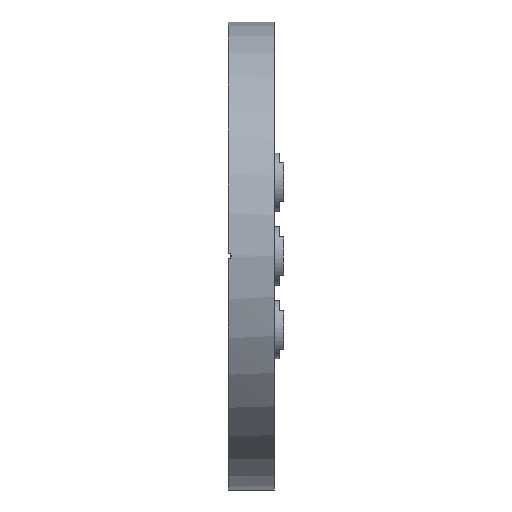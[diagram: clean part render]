
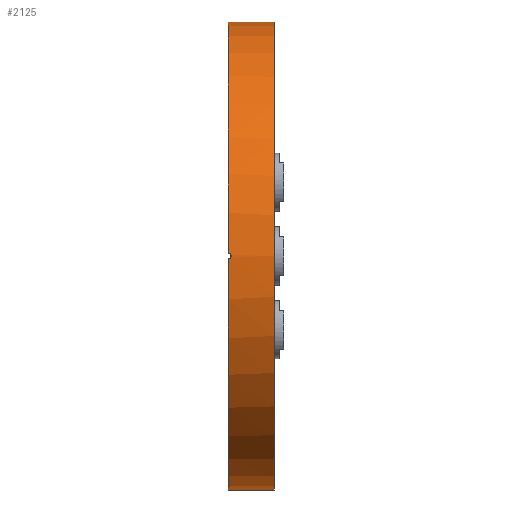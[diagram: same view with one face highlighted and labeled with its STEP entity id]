
A CAD part, left-side view. The second image highlights one B-rep face of the part: STEP entity #2125.
In plain terms, the highlighted cylindrical face has radius 76.2 mm (diameter 152.4 mm), a partial arc.
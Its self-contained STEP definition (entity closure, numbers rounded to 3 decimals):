
#326 = ORIENTED_EDGE ( 'NONE', *, *, #5411, .T. ) ;
#370 = EDGE_CURVE ( 'NONE', #9526, #2103, #8360, .T. ) ;
#469 = CARTESIAN_POINT ( 'NONE',  ( 0., -15., 0. ) ) ;
#545 = LINE ( 'NONE', #8113, #8412 ) ;
#566 = CARTESIAN_POINT ( 'NONE',  ( 0., -15., -76.2 ) ) ;
#655 = CARTESIAN_POINT ( 'NONE',  ( -76.193, -0.264, -1. ) ) ;
#740 = EDGE_CURVE ( 'NONE', #1662, #2103, #8790, .T. ) ;
#1042 = CARTESIAN_POINT ( 'NONE',  ( 0., 0., 0. ) ) ;
#1206 = DIRECTION ( 'NONE',  ( 0., 0., 1. ) ) ;
#1236 = CARTESIAN_POINT ( 'NONE',  ( -76.195, -0.504, 0.874 ) ) ;
#1259 = ORIENTED_EDGE ( 'NONE', *, *, #5610, .F. ) ;
#1417 = ORIENTED_EDGE ( 'NONE', *, *, #740, .T. ) ;
#1444 = DIRECTION ( 'NONE',  ( 0., 1., 0. ) ) ;
#1467 = CARTESIAN_POINT ( 'NONE',  ( 0., -15., 0. ) ) ;
#1493 = FACE_OUTER_BOUND ( 'NONE', #7495, .T. ) ;
#1495 = VERTEX_POINT ( 'NONE', #2508 ) ;
#1662 = VERTEX_POINT ( 'NONE', #8648 ) ;
#1703 = ORIENTED_EDGE ( 'NONE', *, *, #5784, .T. ) ;
#1799 = CIRCLE ( 'NONE', #5168, 76.2 ) ;
#1819 = DIRECTION ( 'NONE',  ( 0., 0., 1. ) ) ;
#1925 = LINE ( 'NONE', #5332, #7678 ) ;
#2016 = CARTESIAN_POINT ( 'NONE',  ( -76.198, -0.799, 0.615 ) ) ;
#2103 = VERTEX_POINT ( 'NONE', #8963 ) ;
#2125 = ADVANCED_FACE ( 'NONE', ( #1493 ), #5259, .T. ) ;
#2184 = DIRECTION ( 'NONE',  ( 0., 1., 0. ) ) ;
#2508 = CARTESIAN_POINT ( 'NONE',  ( 0., 0., 76.2 ) ) ;
#2758 = CARTESIAN_POINT ( 'NONE',  ( -76.2, -0.974, 0.263 ) ) ;
#2773 = AXIS2_PLACEMENT_3D ( 'NONE', #469, #5739, #1206 ) ;
#3481 = CARTESIAN_POINT ( 'NONE',  ( -76.194, -0.262, 0.974 ) ) ;
#3515 = CARTESIAN_POINT ( 'NONE',  ( -76.2, -1., -0.13 ) ) ;
#3700 = AXIS2_PLACEMENT_3D ( 'NONE', #1042, #6342, #1819 ) ;
#4092 = VERTEX_POINT ( 'NONE', #566 ) ;
#4241 = CARTESIAN_POINT ( 'NONE',  ( -76.193, -0.132, 1. ) ) ;
#4271 = CARTESIAN_POINT ( 'NONE',  ( -76.198, -0.874, -0.503 ) ) ;
#5039 = CARTESIAN_POINT ( 'NONE',  ( -76.195, -0.521, -0.893 ) ) ;
#5168 = AXIS2_PLACEMENT_3D ( 'NONE', #6705, #2184, #7446 ) ;
#5259 = CYLINDRICAL_SURFACE ( 'NONE', #5801, 76.2 ) ;
#5332 = CARTESIAN_POINT ( 'NONE',  ( 0., -15., 76.2 ) ) ;
#5411 = EDGE_CURVE ( 'NONE', #4092, #9008, #8743, .T. ) ;
#5610 = EDGE_CURVE ( 'NONE', #1662, #1495, #1799, .T. ) ;
#5739 = DIRECTION ( 'NONE',  ( 0., 1., 0. ) ) ;
#5774 = CARTESIAN_POINT ( 'NONE',  ( -76.193, 0., 1. ) ) ;
#5784 = EDGE_CURVE ( 'NONE', #9008, #1495, #1925, .T. ) ;
#5801 = AXIS2_PLACEMENT_3D ( 'NONE', #1467, #8174, #6749 ) ;
#5937 = CARTESIAN_POINT ( 'NONE',  ( -76.193, 0., -1. ) ) ;
#6342 = DIRECTION ( 'NONE',  ( 0., 1., 0. ) ) ;
#6532 = CARTESIAN_POINT ( 'NONE',  ( -76.196, -0.615, 0.799 ) ) ;
#6705 = CARTESIAN_POINT ( 'NONE',  ( 0., 0., 0. ) ) ;
#6749 = DIRECTION ( 'NONE',  ( 0., 0., 1. ) ) ;
#7276 = CARTESIAN_POINT ( 'NONE',  ( -76.198, -0.874, 0.503 ) ) ;
#7397 = ORIENTED_EDGE ( 'NONE', *, *, #7941, .F. ) ;
#7446 = DIRECTION ( 'NONE',  ( 0., 0., 1. ) ) ;
#7495 = EDGE_LOOP ( 'NONE', ( #7397, #326, #1703, #1259, #1417, #8177 ) ) ;
#7678 = VECTOR ( 'NONE', #8556, 1000. ) ;
#7941 = EDGE_CURVE ( 'NONE', #4092, #9526, #545, .T. ) ;
#8016 = CARTESIAN_POINT ( 'NONE',  ( -76.2, -1., 0.131 ) ) ;
#8042 = CARTESIAN_POINT ( 'NONE',  ( 0., -15., 76.2 ) ) ;
#8113 = CARTESIAN_POINT ( 'NONE',  ( 0., -15., -76.2 ) ) ;
#8174 = DIRECTION ( 'NONE',  ( 0., 1., 0. ) ) ;
#8177 = ORIENTED_EDGE ( 'NONE', *, *, #370, .F. ) ;
#8360 = CIRCLE ( 'NONE', #3700, 76.2 ) ;
#8412 = VECTOR ( 'NONE', #1444, 1000. ) ;
#8556 = DIRECTION ( 'NONE',  ( 0., 1., 0. ) ) ;
#8648 = CARTESIAN_POINT ( 'NONE',  ( -76.193, 0., 1. ) ) ;
#8714 = CARTESIAN_POINT ( 'NONE',  ( 0., 0., -76.2 ) ) ;
#8743 = CIRCLE ( 'NONE', #2773, 76.2 ) ;
#8775 = CARTESIAN_POINT ( 'NONE',  ( -76.2, -0.974, -0.261 ) ) ;
#8790 = B_SPLINE_CURVE_WITH_KNOTS ( 'NONE', 3,
 ( #5774, #4241, #3481, #1236, #6532, #2016, #7276, #2758, #8016, #3515, #8775, #4271, #9545, #5039, #655, #5937 ),
 .UNSPECIFIED., .F., .F.,
 ( 4, 2, 2, 2, 2, 2, 2, 4 ),
 ( 0., 0., 0.001, 0.001, 0.002, 0.002, 0.002, 0.003 ),
 .UNSPECIFIED. ) ;
#8963 = CARTESIAN_POINT ( 'NONE',  ( -76.193, 0., -1. ) ) ;
#9008 = VERTEX_POINT ( 'NONE', #8042 ) ;
#9526 = VERTEX_POINT ( 'NONE', #8714 ) ;
#9545 = CARTESIAN_POINT ( 'NONE',  ( -76.198, -0.801, -0.613 ) ) ;
